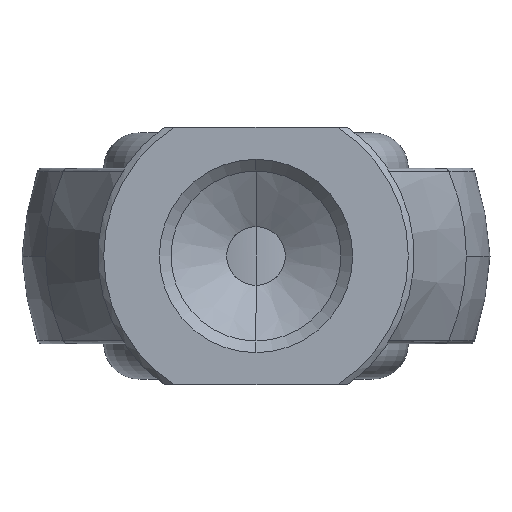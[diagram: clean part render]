
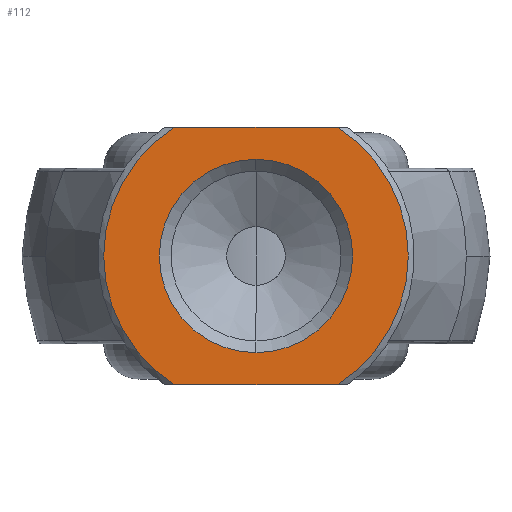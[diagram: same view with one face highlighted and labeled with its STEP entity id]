
A CAD part, left-side view. The second image highlights one B-rep face of the part: STEP entity #112.
In plain terms, the highlighted planar face has unit normal (-1, 0, 0).
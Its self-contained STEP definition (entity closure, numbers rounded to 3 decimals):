
#19 = VERTEX_POINT ( 'NONE', #2179 ) ;
#112 = ADVANCED_FACE ( 'NONE', ( #1867, #1855 ), #176, .F. ) ;
#157 = DIRECTION ( 'NONE',  ( 0., 0., -1. ) ) ;
#175 = DIRECTION ( 'NONE',  ( 1., 0., 0. ) ) ;
#176 = PLANE ( 'NONE',  #1579 ) ;
#181 = CARTESIAN_POINT ( 'NONE',  ( 0., 7.25, 0. ) ) ;
#312 = CARTESIAN_POINT ( 'NONE',  ( 0., 0., 0. ) ) ;
#345 = CARTESIAN_POINT ( 'NONE',  ( 0., 7.826, -11. ) ) ;
#352 = DIRECTION ( 'NONE',  ( 0., 1., 0. ) ) ;
#384 = DIRECTION ( 'NONE',  ( 1., 0., 0. ) ) ;
#472 = DIRECTION ( 'NONE',  ( 0., -1., 0. ) ) ;
#498 = CARTESIAN_POINT ( 'NONE',  ( 0., 7.826, 11. ) ) ;
#603 = DIRECTION ( 'NONE',  ( 0., 0., -1. ) ) ;
#604 = DIRECTION ( 'NONE',  ( -1., 0., 0. ) ) ;
#1045 = CARTESIAN_POINT ( 'NONE',  ( 0., 0., 0. ) ) ;
#1049 = DIRECTION ( 'NONE',  ( 1., 0., 0. ) ) ;
#1063 = DIRECTION ( 'NONE',  ( 0., 0., -1. ) ) ;
#1257 = CARTESIAN_POINT ( 'NONE',  ( 0., 0., -8.25 ) ) ;
#1264 = CARTESIAN_POINT ( 'NONE',  ( 0., 6.928, -11. ) ) ;
#1333 = CARTESIAN_POINT ( 'NONE',  ( 0., 6.928, 11. ) ) ;
#1342 = CARTESIAN_POINT ( 'NONE',  ( 0., 0., 0. ) ) ;
#1344 = DIRECTION ( 'NONE',  ( 0., 0., -1. ) ) ;
#1346 = DIRECTION ( 'NONE',  ( -1., 0., 0. ) ) ;
#1366 = CIRCLE ( 'NONE', #1790, 8.25 ) ;
#1425 = CIRCLE ( 'NONE', #1788, 13. ) ;
#1467 = CIRCLE ( 'NONE', #1774, 8.25 ) ;
#1495 = LINE ( 'NONE', #498, #1502 ) ;
#1502 = VECTOR ( 'NONE', #472, 1000. ) ;
#1503 = LINE ( 'NONE', #345, #1505 ) ;
#1505 = VECTOR ( 'NONE', #352, 1000. ) ;
#1517 = CIRCLE ( 'NONE', #1751, 13. ) ;
#1579 = AXIS2_PLACEMENT_3D ( 'NONE', #181, #175, #157 ) ;
#1604 = EDGE_CURVE ( 'NONE', #2221, #2120, #1503, .T. ) ;
#1608 = EDGE_CURVE ( 'NONE', #2218, #2226, #1495, .T. ) ;
#1616 = EDGE_CURVE ( 'NONE', #2218, #2120, #1517, .T. ) ;
#1629 = CARTESIAN_POINT ( 'NONE',  ( 0., 0., 0. ) ) ;
#1671 = EDGE_CURVE ( 'NONE', #2208, #19, #1467, .T. ) ;
#1709 = EDGE_CURVE ( 'NONE', #19, #2208, #1366, .T. ) ;
#1718 = EDGE_CURVE ( 'NONE', #2221, #2226, #1425, .T. ) ;
#1738 = DIRECTION ( 'NONE',  ( 0., 0., -1. ) ) ;
#1751 = AXIS2_PLACEMENT_3D ( 'NONE', #312, #604, #603 ) ;
#1774 = AXIS2_PLACEMENT_3D ( 'NONE', #1045, #1049, #1063 ) ;
#1788 = AXIS2_PLACEMENT_3D ( 'NONE', #1342, #1346, #1344 ) ;
#1790 = AXIS2_PLACEMENT_3D ( 'NONE', #1629, #384, #1738 ) ;
#1806 = CARTESIAN_POINT ( 'NONE',  ( 0., -6.928, -11. ) ) ;
#1811 = CARTESIAN_POINT ( 'NONE',  ( 0., -6.928, 11. ) ) ;
#1855 = FACE_OUTER_BOUND ( 'NONE', #1926, .T. ) ;
#1867 = FACE_BOUND ( 'NONE', #1930, .T. ) ;
#1926 = EDGE_LOOP ( 'NONE', ( #2062, #2065, #2064, #2058 ) ) ;
#1930 = EDGE_LOOP ( 'NONE', ( #2057, #2059 ) ) ;
#2057 = ORIENTED_EDGE ( 'NONE', *, *, #1709, .T. ) ;
#2058 = ORIENTED_EDGE ( 'NONE', *, *, #1616, .T. ) ;
#2059 = ORIENTED_EDGE ( 'NONE', *, *, #1671, .T. ) ;
#2062 = ORIENTED_EDGE ( 'NONE', *, *, #1604, .F. ) ;
#2064 = ORIENTED_EDGE ( 'NONE', *, *, #1608, .F. ) ;
#2065 = ORIENTED_EDGE ( 'NONE', *, *, #1718, .T. ) ;
#2120 = VERTEX_POINT ( 'NONE', #1264 ) ;
#2179 = CARTESIAN_POINT ( 'NONE',  ( 0., 0., 8.25 ) ) ;
#2208 = VERTEX_POINT ( 'NONE', #1257 ) ;
#2218 = VERTEX_POINT ( 'NONE', #1333 ) ;
#2221 = VERTEX_POINT ( 'NONE', #1806 ) ;
#2226 = VERTEX_POINT ( 'NONE', #1811 ) ;
